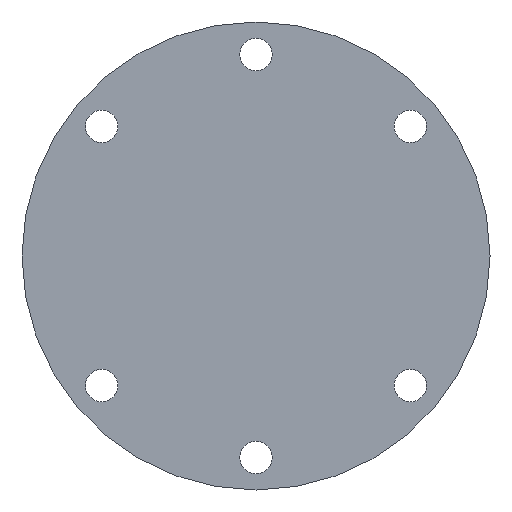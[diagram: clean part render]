
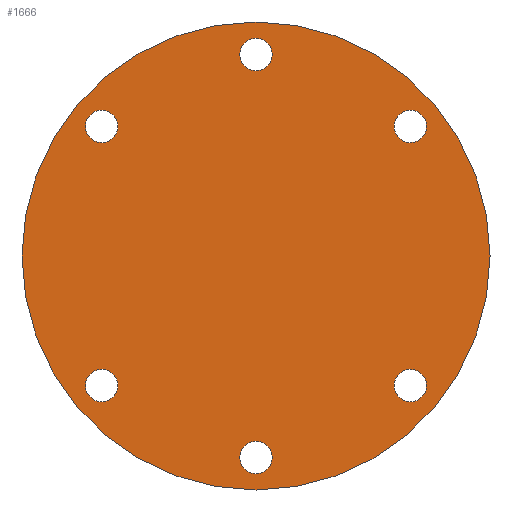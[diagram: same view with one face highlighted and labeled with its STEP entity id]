
A CAD part, front view. The second image highlights one B-rep face of the part: STEP entity #1666.
In plain terms, the highlighted planar face has unit normal (0, -1, 0).
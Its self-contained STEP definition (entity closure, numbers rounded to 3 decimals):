
#2 = ORIENTED_EDGE ( 'NONE', *, *, #2311, .T. ) ;
#15 = PLANE ( 'NONE',  #2232 ) ;
#19 = DIRECTION ( 'NONE',  ( 0., 0., -1. ) ) ;
#31 = DIRECTION ( 'NONE',  ( 0., 1., 0. ) ) ;
#53 = DIRECTION ( 'NONE',  ( 0., 1., 0. ) ) ;
#60 = EDGE_LOOP ( 'NONE', ( #101, #2395 ) ) ;
#75 = CARTESIAN_POINT ( 'NONE',  ( 16.661, 0., -13.981 ) ) ;
#93 = CARTESIAN_POINT ( 'NONE',  ( 0., 0., 23.5 ) ) ;
#96 = AXIS2_PLACEMENT_3D ( 'NONE', #2166, #1480, #184 ) ;
#97 = CARTESIAN_POINT ( 'NONE',  ( 16.661, 0., 15.731 ) ) ;
#101 = ORIENTED_EDGE ( 'NONE', *, *, #1803, .T. ) ;
#168 = CARTESIAN_POINT ( 'NONE',  ( 0., 0., 0. ) ) ;
#184 = DIRECTION ( 'NONE',  ( 0., 0., -1. ) ) ;
#191 = FACE_BOUND ( 'NONE', #511, .T. ) ;
#209 = EDGE_CURVE ( 'NONE', #1378, #308, #1897, .T. ) ;
#237 = DIRECTION ( 'NONE',  ( 0., 1., 0. ) ) ;
#254 = ORIENTED_EDGE ( 'NONE', *, *, #2025, .T. ) ;
#261 = ORIENTED_EDGE ( 'NONE', *, *, #2450, .F. ) ;
#286 = DIRECTION ( 'NONE',  ( 0., 0., 1. ) ) ;
#308 = VERTEX_POINT ( 'NONE', #2067 ) ;
#333 = CARTESIAN_POINT ( 'NONE',  ( -16.661, 0., 15.731 ) ) ;
#365 = DIRECTION ( 'NONE',  ( 0., 1., 0. ) ) ;
#393 = ORIENTED_EDGE ( 'NONE', *, *, #2244, .T. ) ;
#394 = DIRECTION ( 'NONE',  ( 0., 0., 1. ) ) ;
#404 = AXIS2_PLACEMENT_3D ( 'NONE', #2657, #1108, #2392 ) ;
#409 = VERTEX_POINT ( 'NONE', #2748 ) ;
#445 = DIRECTION ( 'NONE',  ( 0., 1., 0. ) ) ;
#474 = EDGE_LOOP ( 'NONE', ( #261, #2309 ) ) ;
#496 = CARTESIAN_POINT ( 'NONE',  ( 0., 0., 0. ) ) ;
#511 = EDGE_LOOP ( 'NONE', ( #1739, #2790 ) ) ;
#558 = VERTEX_POINT ( 'NONE', #856 ) ;
#618 = DIRECTION ( 'NONE',  ( 0., 0., 1. ) ) ;
#625 = EDGE_LOOP ( 'NONE', ( #2, #1776 ) ) ;
#689 = ORIENTED_EDGE ( 'NONE', *, *, #1617, .T. ) ;
#776 = CARTESIAN_POINT ( 'NONE',  ( -16.661, 0., 13.981 ) ) ;
#822 = CIRCLE ( 'NONE', #2456, 1.75 ) ;
#839 = DIRECTION ( 'NONE',  ( 0., 1., 0. ) ) ;
#855 = FACE_BOUND ( 'NONE', #2736, .T. ) ;
#856 = CARTESIAN_POINT ( 'NONE',  ( -16.661, 0., 12.231 ) ) ;
#858 = CARTESIAN_POINT ( 'NONE',  ( -16.661, 0., -15.731 ) ) ;
#872 = VERTEX_POINT ( 'NONE', #1820 ) ;
#885 = CIRCLE ( 'NONE', #96, 1.75 ) ;
#915 = ORIENTED_EDGE ( 'NONE', *, *, #2336, .T. ) ;
#962 = AXIS2_PLACEMENT_3D ( 'NONE', #496, #31, #286 ) ;
#1068 = CARTESIAN_POINT ( 'NONE',  ( -16.661, 0., -13.981 ) ) ;
#1107 = CIRCLE ( 'NONE', #1247, 1.75 ) ;
#1108 = DIRECTION ( 'NONE',  ( 0., 1., 0. ) ) ;
#1112 = DIRECTION ( 'NONE',  ( 0., 0., -1. ) ) ;
#1119 = FACE_BOUND ( 'NONE', #2256, .T. ) ;
#1153 = AXIS2_PLACEMENT_3D ( 'NONE', #2837, #839, #618 ) ;
#1167 = EDGE_CURVE ( 'NONE', #1658, #1364, #885, .T. ) ;
#1215 = AXIS2_PLACEMENT_3D ( 'NONE', #1764, #2651, #1528 ) ;
#1247 = AXIS2_PLACEMENT_3D ( 'NONE', #1326, #2421, #1734 ) ;
#1297 = FACE_BOUND ( 'NONE', #2654, .T. ) ;
#1326 = CARTESIAN_POINT ( 'NONE',  ( 0., 0., -21.75 ) ) ;
#1364 = VERTEX_POINT ( 'NONE', #93 ) ;
#1366 = EDGE_CURVE ( 'NONE', #2330, #1653, #2238, .T. ) ;
#1374 = CARTESIAN_POINT ( 'NONE',  ( 0., 0., 25.25 ) ) ;
#1378 = VERTEX_POINT ( 'NONE', #1374 ) ;
#1387 = AXIS2_PLACEMENT_3D ( 'NONE', #1986, #1738, #394 ) ;
#1430 = AXIS2_PLACEMENT_3D ( 'NONE', #776, #1669, #2558 ) ;
#1470 = CIRCLE ( 'NONE', #2132, 1.75 ) ;
#1477 = AXIS2_PLACEMENT_3D ( 'NONE', #1550, #1502, #2424 ) ;
#1479 = CIRCLE ( 'NONE', #1153, 1.75 ) ;
#1480 = DIRECTION ( 'NONE',  ( 0., 1., 0. ) ) ;
#1502 = DIRECTION ( 'NONE',  ( 0., 1., 0. ) ) ;
#1512 = FACE_OUTER_BOUND ( 'NONE', #474, .T. ) ;
#1528 = DIRECTION ( 'NONE',  ( 0., 0., -1. ) ) ;
#1532 = CARTESIAN_POINT ( 'NONE',  ( 16.661, 0., -12.231 ) ) ;
#1550 = CARTESIAN_POINT ( 'NONE',  ( 16.661, 0., 13.981 ) ) ;
#1577 = EDGE_CURVE ( 'NONE', #1364, #1658, #2466, .T. ) ;
#1606 = ORIENTED_EDGE ( 'NONE', *, *, #1167, .T. ) ;
#1614 = CIRCLE ( 'NONE', #962, 25.25 ) ;
#1617 = EDGE_CURVE ( 'NONE', #409, #872, #1107, .T. ) ;
#1653 = VERTEX_POINT ( 'NONE', #2823 ) ;
#1658 = VERTEX_POINT ( 'NONE', #2171 ) ;
#1666 = ADVANCED_FACE ( 'NONE', ( #1512, #1297, #2190, #191, #1969, #855, #1119 ), #15, .F. ) ;
#1669 = DIRECTION ( 'NONE',  ( 0., 1., 0. ) ) ;
#1708 = VERTEX_POINT ( 'NONE', #2387 ) ;
#1734 = DIRECTION ( 'NONE',  ( 0., 0., 1. ) ) ;
#1738 = DIRECTION ( 'NONE',  ( 0., 1., 0. ) ) ;
#1739 = ORIENTED_EDGE ( 'NONE', *, *, #2559, .T. ) ;
#1764 = CARTESIAN_POINT ( 'NONE',  ( 0., 0., 21.75 ) ) ;
#1776 = ORIENTED_EDGE ( 'NONE', *, *, #2260, .T. ) ;
#1786 = CARTESIAN_POINT ( 'NONE',  ( 16.661, 0., -13.981 ) ) ;
#1803 = EDGE_CURVE ( 'NONE', #2308, #2068, #1479, .T. ) ;
#1820 = CARTESIAN_POINT ( 'NONE',  ( 0., 0., -23.5 ) ) ;
#1897 = CIRCLE ( 'NONE', #2454, 25.25 ) ;
#1956 = EDGE_CURVE ( 'NONE', #2068, #2308, #822, .T. ) ;
#1963 = DIRECTION ( 'NONE',  ( 0., 1., 0. ) ) ;
#1969 = FACE_BOUND ( 'NONE', #625, .T. ) ;
#1986 = CARTESIAN_POINT ( 'NONE',  ( 0., 0., -21.75 ) ) ;
#1991 = DIRECTION ( 'NONE',  ( 0., 0., 1. ) ) ;
#2015 = DIRECTION ( 'NONE',  ( 0., 0., 1. ) ) ;
#2025 = EDGE_CURVE ( 'NONE', #2176, #558, #2827, .T. ) ;
#2031 = CIRCLE ( 'NONE', #1430, 1.75 ) ;
#2032 = CARTESIAN_POINT ( 'NONE',  ( -16.661, 0., -12.231 ) ) ;
#2066 = DIRECTION ( 'NONE',  ( 0., 0., 1. ) ) ;
#2067 = CARTESIAN_POINT ( 'NONE',  ( 0., 0., -25.25 ) ) ;
#2068 = VERTEX_POINT ( 'NONE', #2032 ) ;
#2128 = CIRCLE ( 'NONE', #1387, 1.75 ) ;
#2132 = AXIS2_PLACEMENT_3D ( 'NONE', #75, #365, #2568 ) ;
#2166 = CARTESIAN_POINT ( 'NONE',  ( 0., 0., 21.75 ) ) ;
#2171 = CARTESIAN_POINT ( 'NONE',  ( 0., 0., 20. ) ) ;
#2176 = VERTEX_POINT ( 'NONE', #333 ) ;
#2190 = FACE_BOUND ( 'NONE', #60, .T. ) ;
#2220 = CIRCLE ( 'NONE', #1477, 1.75 ) ;
#2223 = VERTEX_POINT ( 'NONE', #97 ) ;
#2232 = AXIS2_PLACEMENT_3D ( 'NONE', #2233, #237, #2015 ) ;
#2233 = CARTESIAN_POINT ( 'NONE',  ( 0., 0., 0. ) ) ;
#2238 = CIRCLE ( 'NONE', #2701, 1.75 ) ;
#2244 = EDGE_CURVE ( 'NONE', #558, #2176, #2031, .T. ) ;
#2256 = EDGE_LOOP ( 'NONE', ( #393, #254 ) ) ;
#2260 = EDGE_CURVE ( 'NONE', #2223, #1708, #2220, .T. ) ;
#2308 = VERTEX_POINT ( 'NONE', #858 ) ;
#2309 = ORIENTED_EDGE ( 'NONE', *, *, #209, .F. ) ;
#2311 = EDGE_CURVE ( 'NONE', #1708, #2223, #2493, .T. ) ;
#2330 = VERTEX_POINT ( 'NONE', #1532 ) ;
#2336 = EDGE_CURVE ( 'NONE', #872, #409, #2128, .T. ) ;
#2387 = CARTESIAN_POINT ( 'NONE',  ( 16.661, 0., 12.231 ) ) ;
#2392 = DIRECTION ( 'NONE',  ( 0., 0., 1. ) ) ;
#2395 = ORIENTED_EDGE ( 'NONE', *, *, #1956, .T. ) ;
#2421 = DIRECTION ( 'NONE',  ( 0., 1., 0. ) ) ;
#2424 = DIRECTION ( 'NONE',  ( 0., 0., 1. ) ) ;
#2450 = EDGE_CURVE ( 'NONE', #308, #1378, #1614, .T. ) ;
#2454 = AXIS2_PLACEMENT_3D ( 'NONE', #168, #2662, #1991 ) ;
#2456 = AXIS2_PLACEMENT_3D ( 'NONE', #1068, #1963, #2066 ) ;
#2466 = CIRCLE ( 'NONE', #1215, 1.75 ) ;
#2467 = CARTESIAN_POINT ( 'NONE',  ( -16.661, 0., 13.981 ) ) ;
#2493 = CIRCLE ( 'NONE', #404, 1.75 ) ;
#2502 = AXIS2_PLACEMENT_3D ( 'NONE', #2467, #53, #19 ) ;
#2558 = DIRECTION ( 'NONE',  ( 0., 0., -1. ) ) ;
#2559 = EDGE_CURVE ( 'NONE', #1653, #2330, #1470, .T. ) ;
#2568 = DIRECTION ( 'NONE',  ( 0., 0., -1. ) ) ;
#2651 = DIRECTION ( 'NONE',  ( 0., 1., 0. ) ) ;
#2654 = EDGE_LOOP ( 'NONE', ( #915, #689 ) ) ;
#2657 = CARTESIAN_POINT ( 'NONE',  ( 16.661, 0., 13.981 ) ) ;
#2662 = DIRECTION ( 'NONE',  ( 0., 1., 0. ) ) ;
#2701 = AXIS2_PLACEMENT_3D ( 'NONE', #1786, #445, #1112 ) ;
#2736 = EDGE_LOOP ( 'NONE', ( #1606, #2791 ) ) ;
#2748 = CARTESIAN_POINT ( 'NONE',  ( 0., 0., -20. ) ) ;
#2790 = ORIENTED_EDGE ( 'NONE', *, *, #1366, .T. ) ;
#2791 = ORIENTED_EDGE ( 'NONE', *, *, #1577, .T. ) ;
#2823 = CARTESIAN_POINT ( 'NONE',  ( 16.661, 0., -15.731 ) ) ;
#2827 = CIRCLE ( 'NONE', #2502, 1.75 ) ;
#2837 = CARTESIAN_POINT ( 'NONE',  ( -16.661, 0., -13.981 ) ) ;
